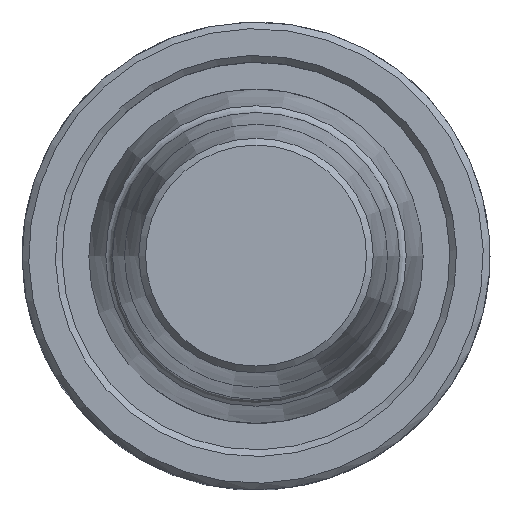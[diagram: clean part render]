
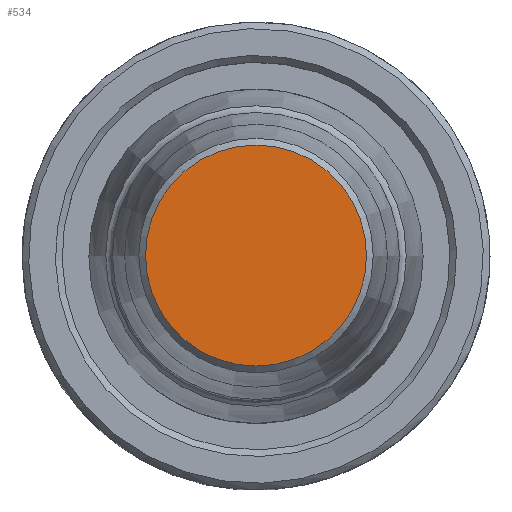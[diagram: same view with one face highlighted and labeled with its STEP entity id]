
A CAD part, top view. The second image highlights one B-rep face of the part: STEP entity #534.
In plain terms, the highlighted planar face has unit normal (0, 0, 1).
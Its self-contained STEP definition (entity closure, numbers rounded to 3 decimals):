
#97=PLANE('',#1839);
#392=FACE_OUTER_BOUND('',#743,.T.);
#534=ADVANCED_FACE('',(#392),#97,.T.);
#743=EDGE_LOOP('',(#1195));
#1195=ORIENTED_EDGE('',*,*,#1584,.T.);
#1358=VERTEX_POINT('',#4039);
#1584=EDGE_CURVE('',#1358,#1358,#1654,.T.);
#1654=CIRCLE('',#1838,8.264);
#1838=AXIS2_PLACEMENT_3D('',#4038,#2250,#2251);
#1839=AXIS2_PLACEMENT_3D('',#4040,#2252,#2253);
#2250=DIRECTION('',(0.,0.,1.));
#2251=DIRECTION('',(-0.866,0.5,0.));
#2252=DIRECTION('',(0.,0.,1.));
#2253=DIRECTION('',(0.866,-0.5,0.));
#4038=CARTESIAN_POINT('',(0.,0.,17.35));
#4039=CARTESIAN_POINT('',(-7.157,4.132,17.35));
#4040=CARTESIAN_POINT('',(-14.526,-3.16,17.35));
